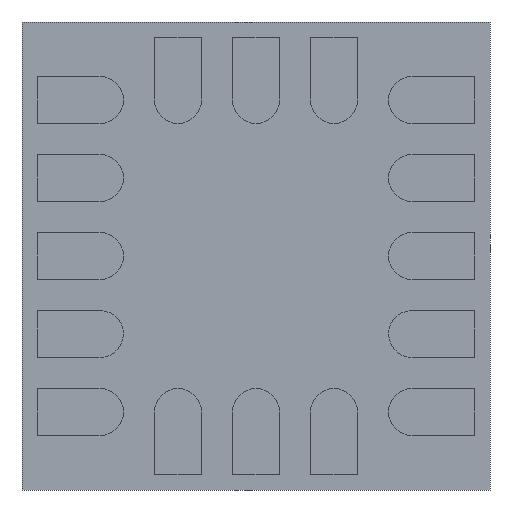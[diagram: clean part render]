
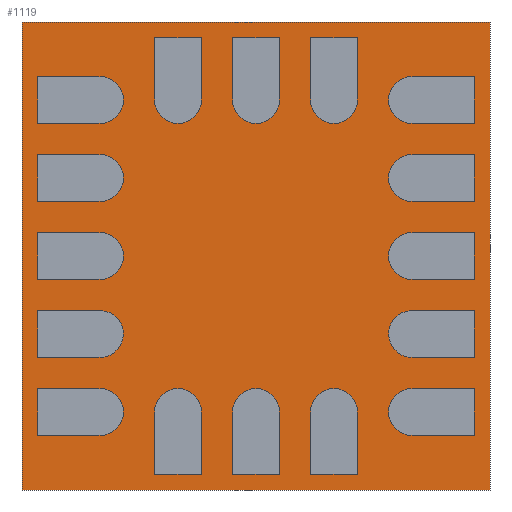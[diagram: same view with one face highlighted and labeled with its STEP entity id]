
A CAD part, front view. The second image highlights one B-rep face of the part: STEP entity #1119.
In plain terms, the highlighted planar face has unit normal (0, -1, 0).
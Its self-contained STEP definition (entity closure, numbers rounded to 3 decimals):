
#4 = DIRECTION ( 'NONE',  ( 0., 0., 1. ) ) ;
#22 = EDGE_LOOP ( 'NONE', ( #1129, #2237, #3060, #642 ) ) ;
#243 = DIRECTION ( 'NONE',  ( 0., -1., 0. ) ) ;
#251 = LINE ( 'NONE', #3019, #1304 ) ;
#286 = VERTEX_POINT ( 'NONE', #1373 ) ;
#363 = VERTEX_POINT ( 'NONE', #1273 ) ;
#412 = DIRECTION ( 'NONE',  ( -1., 0., 0. ) ) ;
#451 = EDGE_CURVE ( 'NONE', #2045, #2837, #1841, .T. ) ;
#623 = CARTESIAN_POINT ( 'NONE',  ( -1.5, 0., -1.5 ) ) ;
#642 = ORIENTED_EDGE ( 'NONE', *, *, #1032, .F. ) ;
#706 = CARTESIAN_POINT ( 'NONE',  ( 0., 0., 0. ) ) ;
#755 = PLANE ( 'NONE',  #2633 ) ;
#995 = VECTOR ( 'NONE', #412, 1000. ) ;
#1032 = EDGE_CURVE ( 'NONE', #286, #363, #2876, .T. ) ;
#1063 = CARTESIAN_POINT ( 'NONE',  ( 1.5, 0., 1.5 ) ) ;
#1119 = ADVANCED_FACE ( 'NONE', ( #3167 ), #755, .T. ) ;
#1129 = ORIENTED_EDGE ( 'NONE', *, *, #1318, .F. ) ;
#1273 = CARTESIAN_POINT ( 'NONE',  ( 1.5, 0., 1.5 ) ) ;
#1304 = VECTOR ( 'NONE', #4, 1000. ) ;
#1317 = EDGE_CURVE ( 'NONE', #363, #2045, #1582, .T. ) ;
#1318 = EDGE_CURVE ( 'NONE', #2837, #286, #251, .T. ) ;
#1373 = CARTESIAN_POINT ( 'NONE',  ( -1.5, 0., 1.5 ) ) ;
#1582 = LINE ( 'NONE', #1063, #1872 ) ;
#1767 = VECTOR ( 'NONE', #2109, 1000. ) ;
#1841 = LINE ( 'NONE', #2820, #995 ) ;
#1872 = VECTOR ( 'NONE', #2689, 1000. ) ;
#2045 = VERTEX_POINT ( 'NONE', #2615 ) ;
#2109 = DIRECTION ( 'NONE',  ( 1., 0., 0. ) ) ;
#2127 = CARTESIAN_POINT ( 'NONE',  ( -1.5, 0., 1.5 ) ) ;
#2237 = ORIENTED_EDGE ( 'NONE', *, *, #451, .F. ) ;
#2615 = CARTESIAN_POINT ( 'NONE',  ( 1.5, 0., -1.5 ) ) ;
#2633 = AXIS2_PLACEMENT_3D ( 'NONE', #706, #243, #2706 ) ;
#2689 = DIRECTION ( 'NONE',  ( 0., 0., -1. ) ) ;
#2706 = DIRECTION ( 'NONE',  ( 0., 0., -1. ) ) ;
#2820 = CARTESIAN_POINT ( 'NONE',  ( -1.5, 0., -1.5 ) ) ;
#2837 = VERTEX_POINT ( 'NONE', #623 ) ;
#2876 = LINE ( 'NONE', #2127, #1767 ) ;
#3019 = CARTESIAN_POINT ( 'NONE',  ( -1.5, 0., 1.5 ) ) ;
#3060 = ORIENTED_EDGE ( 'NONE', *, *, #1317, .F. ) ;
#3167 = FACE_OUTER_BOUND ( 'NONE', #22, .T. ) ;
